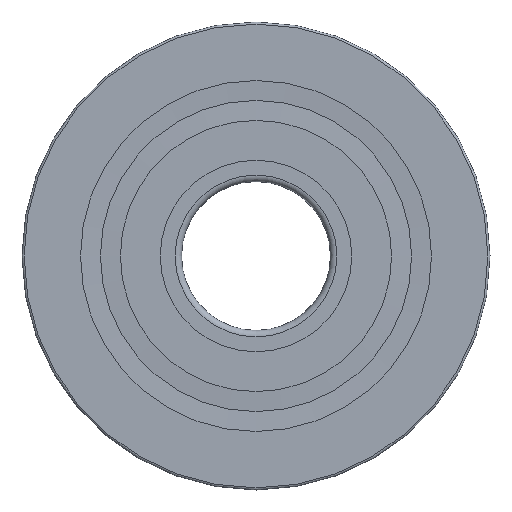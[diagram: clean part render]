
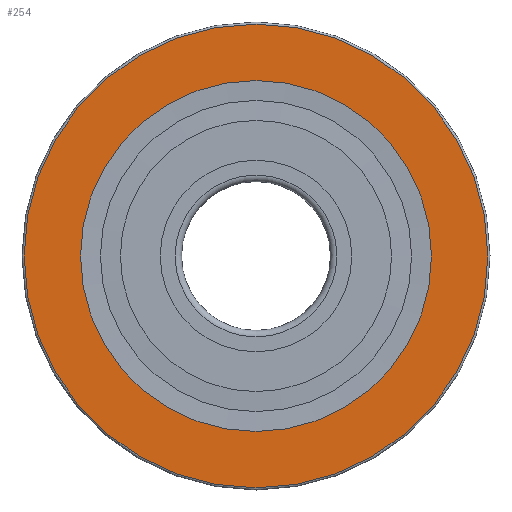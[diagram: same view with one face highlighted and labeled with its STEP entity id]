
A CAD part, left-side view. The second image highlights one B-rep face of the part: STEP entity #254.
In plain terms, the highlighted planar face has unit normal (-1, 0, 0).
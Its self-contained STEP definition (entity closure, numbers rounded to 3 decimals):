
#254 = ADVANCED_FACE( '', ( #436, #437 ), #438, .T. );
#436 = FACE_BOUND( '', #635, .T. );
#437 = FACE_OUTER_BOUND( '', #636, .T. );
#438 = PLANE( '', #637 );
#635 = EDGE_LOOP( '', ( #836 ) );
#636 = EDGE_LOOP( '', ( #837 ) );
#637 = AXIS2_PLACEMENT_3D( '', #838, #839, #840 );
#836 = ORIENTED_EDGE( '', *, *, #1091, .T. );
#837 = ORIENTED_EDGE( '', *, *, #1092, .F. );
#838 = CARTESIAN_POINT( '', ( 0., 10.9, 0. ) );
#839 = DIRECTION( '', ( -1., 0., 0. ) );
#840 = DIRECTION( '', ( 0., 0., 1. ) );
#1091 = EDGE_CURVE( '', #1197, #1197, #1198, .T. );
#1092 = EDGE_CURVE( '', #1199, #1199, #1200, .T. );
#1197 = VERTEX_POINT( '', #1333 );
#1198 = CIRCLE( '', #1334, 8.25 );
#1199 = VERTEX_POINT( '', #1335 );
#1200 = CIRCLE( '', #1336, 10.9 );
#1333 = CARTESIAN_POINT( '', ( 0., 0., -8.25 ) );
#1334 = AXIS2_PLACEMENT_3D( '', #1473, #1474, #1475 );
#1335 = CARTESIAN_POINT( '', ( 0., 0., -10.9 ) );
#1336 = AXIS2_PLACEMENT_3D( '', #1476, #1477, #1478 );
#1473 = CARTESIAN_POINT( '', ( 0., 0., 0. ) );
#1474 = DIRECTION( '', ( 1., 0., 0. ) );
#1475 = DIRECTION( '', ( 0., 0., -1. ) );
#1476 = CARTESIAN_POINT( '', ( 0., 0., 0. ) );
#1477 = DIRECTION( '', ( 1., 0., 0. ) );
#1478 = DIRECTION( '', ( 0., 0., -1. ) );
